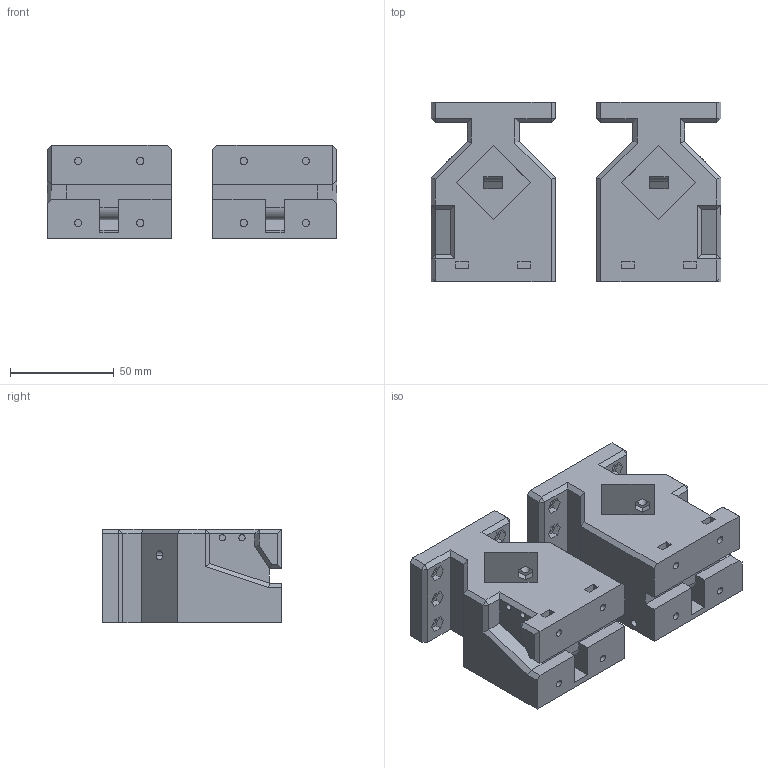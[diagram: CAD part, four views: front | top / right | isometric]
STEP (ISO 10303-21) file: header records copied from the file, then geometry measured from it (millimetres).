
FILE_DESCRIPTION (( 'STEP AP214' ), '1' );
FILE_NAME ('Y Axis Bar Mount 25x25 3mm Mirror.STEP', '2020-02-13T12:52:01', ( '' ), ( '' ), 'SwSTEP 2.0', 'SolidWorks 2019', '' );
FILE_SCHEMA (( 'AUTOMOTIVE_DESIGN' ));
Length unit declared in the file: millimetre
Products named in the file (1): Y Axis Bar Mount 25x25 3mm Mirror
Bounding box: 140 x 86.8 x 45 mm (x, y, z)
Volume: 347223.3 mm3; surface area: 66742 mm2
Topology: 2 solids, 2 shells, 620 faces, 1538 edges, 1008 vertices
Faces by surface type: plane 522, cylinder 98
Entity records: 18321 total; most frequent: CARTESIAN_POINT 3203, ORIENTED_EDGE 3076, DIRECTION 2972, EDGE_CURVE 1538, VECTOR 1338, LINE 1338, VERTEX_POINT 1008, AXIS2_PLACEMENT_3D 817
